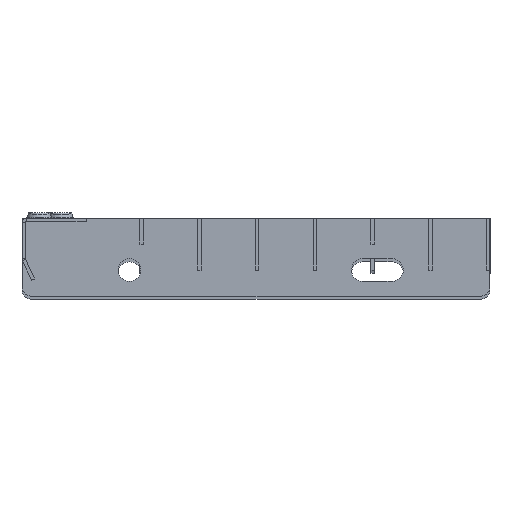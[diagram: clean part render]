
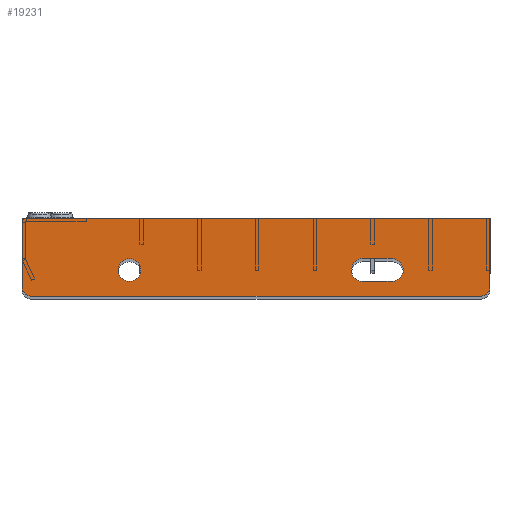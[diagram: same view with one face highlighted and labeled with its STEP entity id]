
A CAD part, top view. The second image highlights one B-rep face of the part: STEP entity #19231.
In plain terms, the highlighted face is planar.
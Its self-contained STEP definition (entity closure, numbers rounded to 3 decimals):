
#155 = CARTESIAN_POINT ( 'NONE',  ( 213.5, 0., 23.5 ) ) ;
#517 = EDGE_LOOP ( 'NONE', ( #32690, #27067, #18669, #19420 ) ) ;
#1400 = CARTESIAN_POINT ( 'NONE',  ( 196.5, 0., 36.5 ) ) ;
#2141 = CARTESIAN_POINT ( 'NONE',  ( 270., 0., 40. ) ) ;
#3598 = ORIENTED_EDGE ( 'NONE', *, *, #18039, .F. ) ;
#4200 = ORIENTED_EDGE ( 'NONE', *, *, #17545, .F. ) ;
#4773 = VECTOR ( 'NONE', #25924, 1000. ) ;
#5127 = LINE ( 'NONE', #16116, #9588 ) ;
#5613 = EDGE_CURVE ( 'NONE', #18801, #13030, #34063, .T. ) ;
#6328 = ORIENTED_EDGE ( 'NONE', *, *, #18242, .T. ) ;
#7077 = CARTESIAN_POINT ( 'NONE',  ( 5., 0., 45. ) ) ;
#7359 = CARTESIAN_POINT ( 'NONE',  ( 5., 0., 40. ) ) ;
#7466 = VERTEX_POINT ( 'NONE', #1400 ) ;
#7755 = CARTESIAN_POINT ( 'NONE',  ( 196.5, 0., 30. ) ) ;
#7936 = CARTESIAN_POINT ( 'NONE',  ( 265., 0., 40. ) ) ;
#8110 = CIRCLE ( 'NONE', #13179, 6.5 ) ;
#8526 = EDGE_CURVE ( 'NONE', #7466, #26369, #10680, .T. ) ;
#8585 = DIRECTION ( 'NONE',  ( 0., 1., 0. ) ) ;
#8814 = VECTOR ( 'NONE', #21122, 1000. ) ;
#8860 = CIRCLE ( 'NONE', #29771, 6.5 ) ;
#8863 = LINE ( 'NONE', #32944, #14484 ) ;
#9047 = DIRECTION ( 'NONE',  ( 0., 0., -1. ) ) ;
#9588 = VECTOR ( 'NONE', #13450, 1000. ) ;
#9657 = CARTESIAN_POINT ( 'NONE',  ( 196.5, 0., 23.5 ) ) ;
#9817 = CARTESIAN_POINT ( 'NONE',  ( 270., 0., 45. ) ) ;
#10069 = DIRECTION ( 'NONE',  ( 0., 1., 0. ) ) ;
#10634 = DIRECTION ( 'NONE',  ( 1., 0., 0. ) ) ;
#10639 = ORIENTED_EDGE ( 'NONE', *, *, #5613, .T. ) ;
#10680 = LINE ( 'NONE', #30132, #26545 ) ;
#10897 = ORIENTED_EDGE ( 'NONE', *, *, #30064, .T. ) ;
#11863 = ORIENTED_EDGE ( 'NONE', *, *, #33382, .F. ) ;
#12727 = VERTEX_POINT ( 'NONE', #155 ) ;
#12813 = EDGE_LOOP ( 'NONE', ( #11863, #6328, #30387, #10897, #10639, #3598 ) ) ;
#13030 = VERTEX_POINT ( 'NONE', #23003 ) ;
#13135 = DIRECTION ( 'NONE',  ( 1., 0., 0. ) ) ;
#13179 = AXIS2_PLACEMENT_3D ( 'NONE', #26877, #22241, #18900 ) ;
#13372 = AXIS2_PLACEMENT_3D ( 'NONE', #7755, #10069, #15550 ) ;
#13450 = DIRECTION ( 'NONE',  ( 1., 0., 0. ) ) ;
#13862 = CARTESIAN_POINT ( 'NONE',  ( 0., 0., 0. ) ) ;
#14303 = CIRCLE ( 'NONE', #27873, 5. ) ;
#14305 = CIRCLE ( 'NONE', #22209, 5. ) ;
#14484 = VECTOR ( 'NONE', #9047, 1000. ) ;
#14541 = CARTESIAN_POINT ( 'NONE',  ( 213.5, 0., 30. ) ) ;
#15049 = DIRECTION ( 'NONE',  ( 0., 1., 0. ) ) ;
#15550 = DIRECTION ( 'NONE',  ( 0., 0., 1. ) ) ;
#15714 = FACE_OUTER_BOUND ( 'NONE', #12813, .T. ) ;
#16059 = DIRECTION ( 'NONE',  ( 0., 1., 0. ) ) ;
#16116 = CARTESIAN_POINT ( 'NONE',  ( 0., 0., 45. ) ) ;
#17269 = LINE ( 'NONE', #9657, #4773 ) ;
#17545 = EDGE_CURVE ( 'NONE', #26096, #20003, #32963, .T. ) ;
#18039 = EDGE_CURVE ( 'NONE', #31798, #13030, #24087, .T. ) ;
#18153 = DIRECTION ( 'NONE',  ( 0., 0., 1. ) ) ;
#18175 = PLANE ( 'NONE',  #25093 ) ;
#18242 = EDGE_CURVE ( 'NONE', #19364, #20364, #14305, .T. ) ;
#18669 = ORIENTED_EDGE ( 'NONE', *, *, #33573, .F. ) ;
#18801 = VERTEX_POINT ( 'NONE', #2141 ) ;
#18822 = AXIS2_PLACEMENT_3D ( 'NONE', #31733, #21626, #29787 ) ;
#18900 = DIRECTION ( 'NONE',  ( 0., 0., 1. ) ) ;
#19231 = ADVANCED_FACE ( 'NONE', ( #26684, #31645, #15714 ), #18175, .T. ) ;
#19364 = VERTEX_POINT ( 'NONE', #21886 ) ;
#19420 = ORIENTED_EDGE ( 'NONE', *, *, #8526, .F. ) ;
#19461 = EDGE_CURVE ( 'NONE', #12727, #32987, #17269, .T. ) ;
#20003 = VERTEX_POINT ( 'NONE', #34402 ) ;
#20364 = VERTEX_POINT ( 'NONE', #7077 ) ;
#21122 = DIRECTION ( 'NONE',  ( 0., 0., -1. ) ) ;
#21531 = CARTESIAN_POINT ( 'NONE',  ( 0., 0., 45. ) ) ;
#21626 = DIRECTION ( 'NONE',  ( 0., 1., 0. ) ) ;
#21886 = CARTESIAN_POINT ( 'NONE',  ( 0., 0., 40. ) ) ;
#21931 = EDGE_CURVE ( 'NONE', #32987, #7466, #30915, .T. ) ;
#22209 = AXIS2_PLACEMENT_3D ( 'NONE', #7359, #34291, #18153 ) ;
#22241 = DIRECTION ( 'NONE',  ( 0., 1., 0. ) ) ;
#23003 = CARTESIAN_POINT ( 'NONE',  ( 270., 0., 0. ) ) ;
#23015 = DIRECTION ( 'NONE',  ( 0., 0., 1. ) ) ;
#23827 = EDGE_CURVE ( 'NONE', #20364, #23927, #5127, .T. ) ;
#23927 = VERTEX_POINT ( 'NONE', #25290 ) ;
#23988 = VECTOR ( 'NONE', #10634, 1000. ) ;
#24087 = LINE ( 'NONE', #34904, #23988 ) ;
#25093 = AXIS2_PLACEMENT_3D ( 'NONE', #21531, #16059, #26856 ) ;
#25290 = CARTESIAN_POINT ( 'NONE',  ( 265., 0., 45. ) ) ;
#25924 = DIRECTION ( 'NONE',  ( -1., 0., 0. ) ) ;
#26096 = VERTEX_POINT ( 'NONE', #34296 ) ;
#26262 = CARTESIAN_POINT ( 'NONE',  ( 213.5, 0., 36.5 ) ) ;
#26369 = VERTEX_POINT ( 'NONE', #26262 ) ;
#26545 = VECTOR ( 'NONE', #13135, 1000. ) ;
#26684 = FACE_BOUND ( 'NONE', #34631, .T. ) ;
#26856 = DIRECTION ( 'NONE',  ( 0., 0., 1. ) ) ;
#26877 = CARTESIAN_POINT ( 'NONE',  ( 62., 0., 30. ) ) ;
#27056 = EDGE_CURVE ( 'NONE', #20003, #26096, #8110, .T. ) ;
#27067 = ORIENTED_EDGE ( 'NONE', *, *, #19461, .F. ) ;
#27673 = CARTESIAN_POINT ( 'NONE',  ( 196.5, 0., 23.5 ) ) ;
#27873 = AXIS2_PLACEMENT_3D ( 'NONE', #7936, #8585, #34691 ) ;
#29545 = ORIENTED_EDGE ( 'NONE', *, *, #27056, .F. ) ;
#29771 = AXIS2_PLACEMENT_3D ( 'NONE', #14541, #15049, #23015 ) ;
#29787 = DIRECTION ( 'NONE',  ( 0., 0., 1. ) ) ;
#30064 = EDGE_CURVE ( 'NONE', #23927, #18801, #14303, .T. ) ;
#30132 = CARTESIAN_POINT ( 'NONE',  ( 196.5, 0., 36.5 ) ) ;
#30387 = ORIENTED_EDGE ( 'NONE', *, *, #23827, .T. ) ;
#30915 = CIRCLE ( 'NONE', #13372, 6.5 ) ;
#31645 = FACE_BOUND ( 'NONE', #517, .T. ) ;
#31733 = CARTESIAN_POINT ( 'NONE',  ( 62., 0., 30. ) ) ;
#31798 = VERTEX_POINT ( 'NONE', #13862 ) ;
#32690 = ORIENTED_EDGE ( 'NONE', *, *, #21931, .F. ) ;
#32944 = CARTESIAN_POINT ( 'NONE',  ( 0., 0., 45. ) ) ;
#32963 = CIRCLE ( 'NONE', #18822, 6.5 ) ;
#32987 = VERTEX_POINT ( 'NONE', #27673 ) ;
#33382 = EDGE_CURVE ( 'NONE', #19364, #31798, #8863, .T. ) ;
#33573 = EDGE_CURVE ( 'NONE', #26369, #12727, #8860, .T. ) ;
#34063 = LINE ( 'NONE', #9817, #8814 ) ;
#34291 = DIRECTION ( 'NONE',  ( 0., 1., 0. ) ) ;
#34296 = CARTESIAN_POINT ( 'NONE',  ( 62., 0., 23.5 ) ) ;
#34402 = CARTESIAN_POINT ( 'NONE',  ( 62., 0., 36.5 ) ) ;
#34631 = EDGE_LOOP ( 'NONE', ( #29545, #4200 ) ) ;
#34691 = DIRECTION ( 'NONE',  ( 0., 0., 1. ) ) ;
#34904 = CARTESIAN_POINT ( 'NONE',  ( 0., 0., 0. ) ) ;
